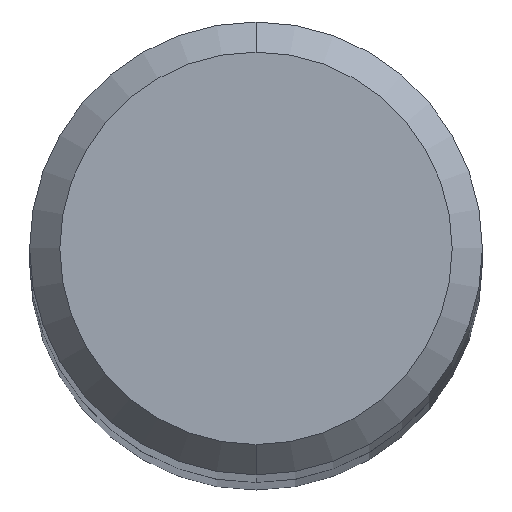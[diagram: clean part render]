
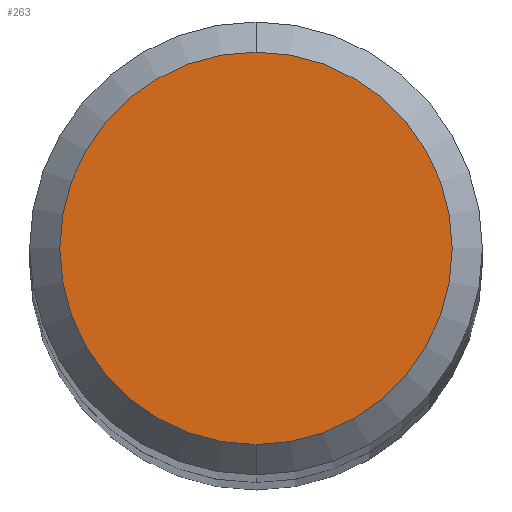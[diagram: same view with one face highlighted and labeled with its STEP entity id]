
A CAD part, top view. The second image highlights one B-rep face of the part: STEP entity #263.
In plain terms, the highlighted planar face has unit normal (0, 0, 1).
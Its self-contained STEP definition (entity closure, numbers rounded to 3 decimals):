
#223=EDGE_CURVE('',#325,#235,#503,.T.);
#235=VERTEX_POINT('',#517);
#263=ADVANCED_FACE('',(#548),#549,.T.);
#325=VERTEX_POINT('',#621);
#401=EDGE_CURVE('',#235,#325,#701,.T.);
#503=CIRCLE('',#929,2.6);
#517=CARTESIAN_POINT('',(0.0,2.6,0.0));
#548=FACE_OUTER_BOUND('',#985,.T.);
#549=PLANE('',#986);
#621=CARTESIAN_POINT('',(0.,-2.6,0.0));
#701=CIRCLE('',#1286,2.6);
#929=AXIS2_PLACEMENT_3D('',#1375,#1376,#1377);
#985=EDGE_LOOP('',(#1432,#1433));
#986=AXIS2_PLACEMENT_3D('',#1434,#1435,#1436);
#1286=AXIS2_PLACEMENT_3D('',#1612,#1613,#1614);
#1375=CARTESIAN_POINT('',(0.0,0.0,0.0));
#1376=DIRECTION('',(0.0,0.0,-1.0));
#1377=DIRECTION('',(0.0,1.0,0.0));
#1432=ORIENTED_EDGE('',*,*,#401,.F.);
#1433=ORIENTED_EDGE('',*,*,#223,.F.);
#1434=CARTESIAN_POINT('',(0.0,1.3,0.0));
#1435=DIRECTION('',(-0.0,0.0,1.0));
#1436=DIRECTION('',(0.0,-1.0,0.0));
#1612=CARTESIAN_POINT('',(0.0,0.0,0.0));
#1613=DIRECTION('',(0.0,0.0,-1.0));
#1614=DIRECTION('',(0.0,1.0,0.0));
